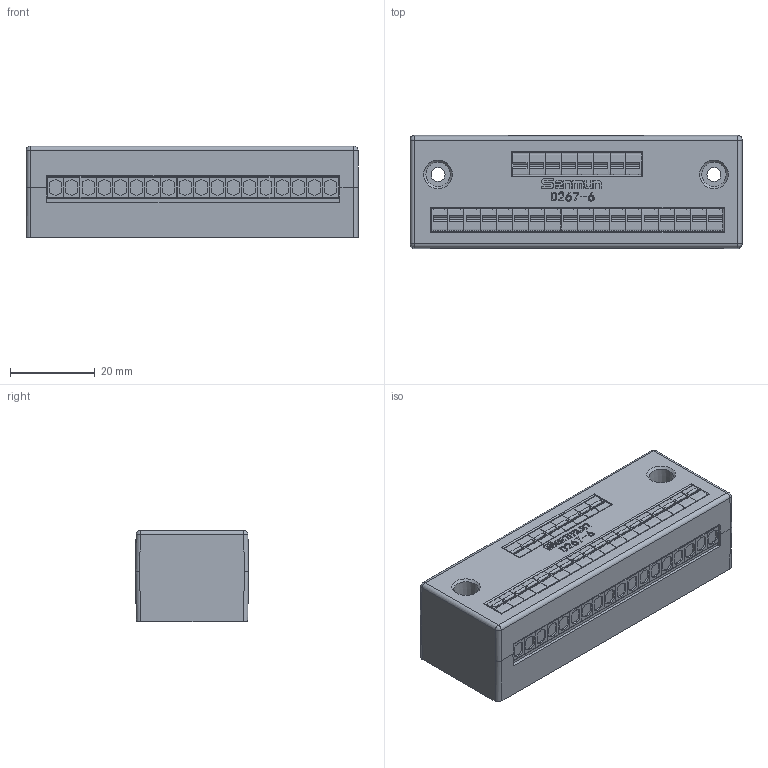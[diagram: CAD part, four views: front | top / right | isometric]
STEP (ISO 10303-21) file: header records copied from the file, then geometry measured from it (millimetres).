
FILE_DESCRIPTION(/* description */ (''),/* implementation_level */ '2;1');
FILE_NAME(/* name */ 'D267-6.stp',/* time_stamp */ '2024-08-14T15:18:47+08:00',/* author */ (''),/* organization */ (''),/* preprocessor_version */ 'ST-DEVELOPER v14',/* originating_system */ 'SIEMENS PLM Software NX 8.0',/* authorisation */ '');
FILE_SCHEMA (('AUTOMOTIVE_DESIGN { 1 0 10303 214 3 1 1 1 }'));
Length unit declared in the file: millimetre
Products named in the file (1): D267-6 3D_stp
Bounding box: 78.2 x 26.65 x 21.5 mm (x, y, z)
Volume: 42989.2 mm3; surface area: 10631.7 mm2
Topology: 1 solids, 1 shells, 864 faces, 2280 edges, 1509 vertices
Faces by surface type: plane 680, cylinder 139, extrusion 37, cone 4, sphere 4
Full cylindrical faces by diameter (mm): 3.3 x2
Entity records: 31679 total; most frequent: CARTESIAN_POINT 9488, ORIENTED_EDGE 4526, DIRECTION 4103, EDGE_CURVE 2263, VECTOR 1895, LINE 1858, VERTEX_POINT 1504, AXIS2_PLACEMENT_3D 1104
